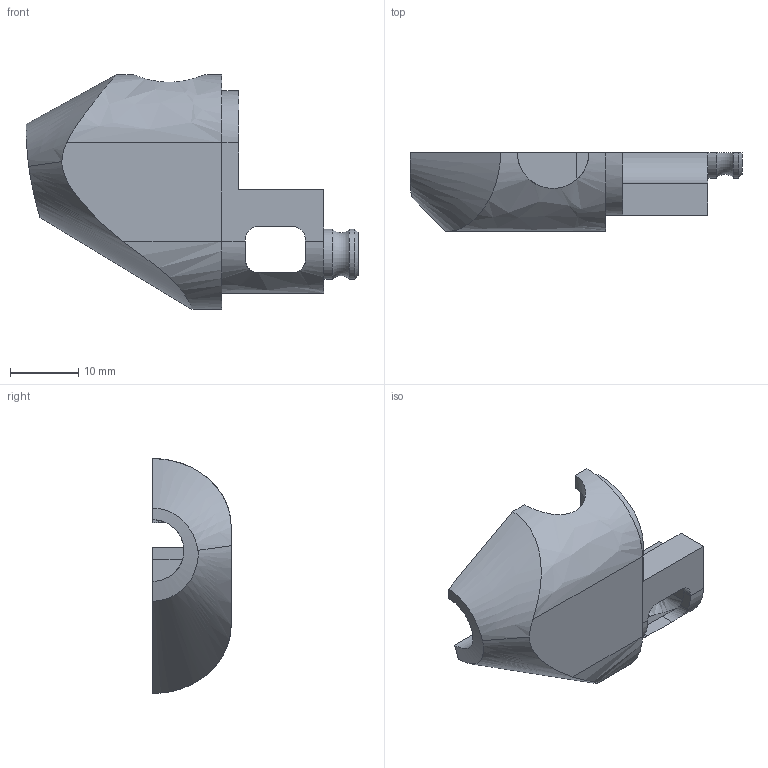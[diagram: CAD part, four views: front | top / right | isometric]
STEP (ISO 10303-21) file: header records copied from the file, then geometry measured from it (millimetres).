
FILE_DESCRIPTION(/* description */ (''),/* implementation_level */ '2;1');
FILE_NAME(/* name */ 'BURNING_SOLDERING_R v1.step',/* time_stamp */ '2020-03-10T16:28:11+01:00',/* author */ (''),/* organization */ (''),/* preprocessor_version */ 'ST-DEVELOPER v18',/* originating_system */ 'Autodesk Translation Framework v8.12.0.6',/* authorisation */ '');
FILE_SCHEMA (('AUTOMOTIVE_DESIGN { 1 0 10303 214 3 1 1 }'));
Length unit declared in the file: millimetre
Products named in the file (1): BURNING_SOLDERING_R
Bounding box: 48.66 x 11.5 x 34.41 mm (x, y, z)
Volume: 6382.7 mm3; surface area: 4074.1 mm2
Topology: 1 solids, 1 shells, 91 faces, 259 edges, 171 vertices
Faces by surface type: plane 61, bspline 15, cylinder 13, cone 1, torus 1
Full cylindrical faces by diameter (mm): 2.9 x2
Entity records: 5883 total; most frequent: CARTESIAN_POINT 3550, ORIENTED_EDGE 520, DIRECTION 407, EDGE_CURVE 260, LINE 191, VECTOR 191, VERTEX_POINT 172, AXIS2_PLACEMENT_3D 108
